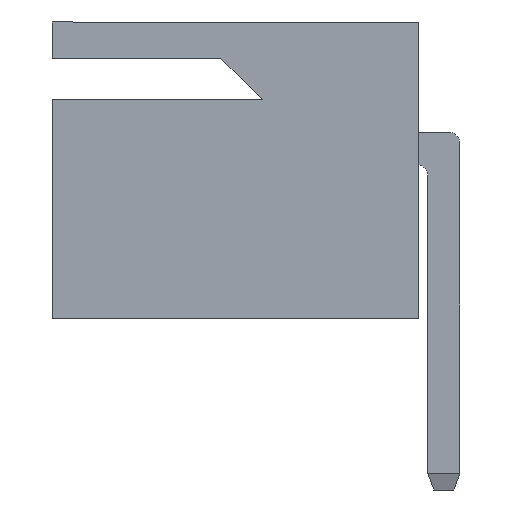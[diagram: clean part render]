
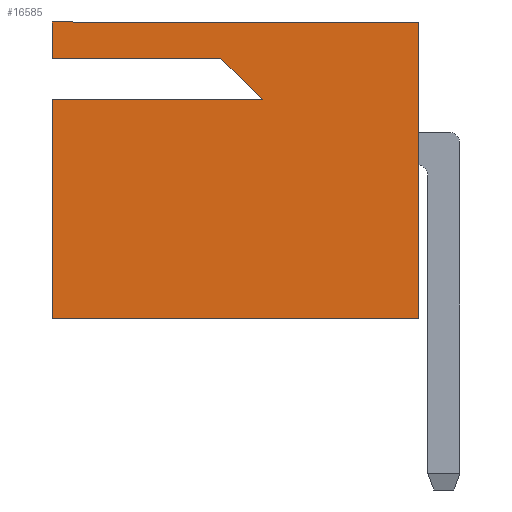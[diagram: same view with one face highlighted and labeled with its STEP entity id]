
A CAD part, left-side view. The second image highlights one B-rep face of the part: STEP entity #16585.
In plain terms, the highlighted planar face has unit normal (-1, 0, 0).
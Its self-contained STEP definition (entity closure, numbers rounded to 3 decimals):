
#1279=ORIENTED_EDGE('',*,*,#4525,.T.);
#1280=ORIENTED_EDGE('',*,*,#4526,.T.);
#1281=ORIENTED_EDGE('',*,*,#4527,.T.);
#1282=ORIENTED_EDGE('',*,*,#4273,.T.);
#1283=ORIENTED_EDGE('',*,*,#4524,.F.);
#1284=ORIENTED_EDGE('',*,*,#4280,.F.);
#1285=ORIENTED_EDGE('',*,*,#4179,.T.);
#1286=ORIENTED_EDGE('',*,*,#4528,.T.);
#4179=EDGE_CURVE('',#5859,#5858,#6896,.T.);
#4273=EDGE_CURVE('',#5876,#5945,#6990,.T.);
#4280=EDGE_CURVE('',#5859,#5951,#6997,.T.);
#4524=EDGE_CURVE('',#5951,#5945,#7241,.T.);
#4525=EDGE_CURVE('',#6092,#6093,#7242,.T.);
#4526=EDGE_CURVE('',#6093,#6094,#7243,.T.);
#4527=EDGE_CURVE('',#6094,#5876,#7244,.T.);
#4528=EDGE_CURVE('',#5858,#6092,#7245,.T.);
#5858=VERTEX_POINT('',#21401);
#5859=VERTEX_POINT('',#21403);
#5876=VERTEX_POINT('',#21448);
#5945=VERTEX_POINT('',#21587);
#5951=VERTEX_POINT('',#21602);
#6092=VERTEX_POINT('',#22040);
#6093=VERTEX_POINT('',#22041);
#6094=VERTEX_POINT('',#22043);
#6896=LINE('',#21402,#8273);
#6990=LINE('',#21588,#8367);
#6997=LINE('',#21601,#8374);
#7241=LINE('',#22037,#8618);
#7242=LINE('',#22039,#8619);
#7243=LINE('',#22042,#8620);
#7244=LINE('',#22044,#8621);
#7245=LINE('',#22045,#8622);
#8273=VECTOR('',#18419,1000.);
#8367=VECTOR('',#18523,1000.);
#8374=VECTOR('',#18532,1000.);
#8618=VECTOR('',#18878,1000.);
#8619=VECTOR('',#18881,1000.);
#8620=VECTOR('',#18882,1000.);
#8621=VECTOR('',#18883,1000.);
#8622=VECTOR('',#18884,1000.);
#9541=EDGE_LOOP('',(#1279,#1280,#1281,#1282,#1283,#1284,#1285,#1286));
#10280=FACE_BOUND('',#9541,.T.);
#11019=PLANE('',#17387);
#16585=ADVANCED_FACE('',(#10280),#11019,.T.);
#17387=AXIS2_PLACEMENT_3D('',#22038,#18879,#18880);
#18419=DIRECTION('',(0.,0.,-1.));
#18523=DIRECTION('',(0.,-1.,0.));
#18532=DIRECTION('',(0.,-1.,0.));
#18878=DIRECTION('',(0.,0.,-1.));
#18879=DIRECTION('',(-1.,0.,0.));
#18880=DIRECTION('',(0.,1.,0.));
#18881=DIRECTION('',(0.,-0.707,-0.707));
#18882=DIRECTION('',(0.,1.,0.));
#18883=DIRECTION('',(0.,0.,-1.));
#18884=DIRECTION('',(0.,-1.,0.));
#21401=CARTESIAN_POINT('',(-23.927,7.534,5.131));
#21402=CARTESIAN_POINT('',(-23.927,7.534,5.842));
#21403=CARTESIAN_POINT('',(-23.927,7.534,5.842));
#21448=CARTESIAN_POINT('',(-23.927,7.534,0.));
#21587=CARTESIAN_POINT('',(-23.927,0.32,0.));
#21588=CARTESIAN_POINT('',(-23.927,1.031,0.));
#21601=CARTESIAN_POINT('',(-23.927,1.031,5.842));
#21602=CARTESIAN_POINT('',(-23.927,0.32,5.842));
#22037=CARTESIAN_POINT('',(-23.927,0.32,5.842));
#22038=CARTESIAN_POINT('',(-23.927,1.031,5.842));
#22039=CARTESIAN_POINT('',(-23.927,4.206,5.131));
#22040=CARTESIAN_POINT('',(-23.927,4.206,5.131));
#22041=CARTESIAN_POINT('',(-23.927,3.393,4.318));
#22042=CARTESIAN_POINT('',(-23.927,3.393,4.318));
#22043=CARTESIAN_POINT('',(-23.927,7.534,4.318));
#22044=CARTESIAN_POINT('',(-23.927,7.534,5.842));
#22045=CARTESIAN_POINT('',(-23.927,7.534,5.131));
